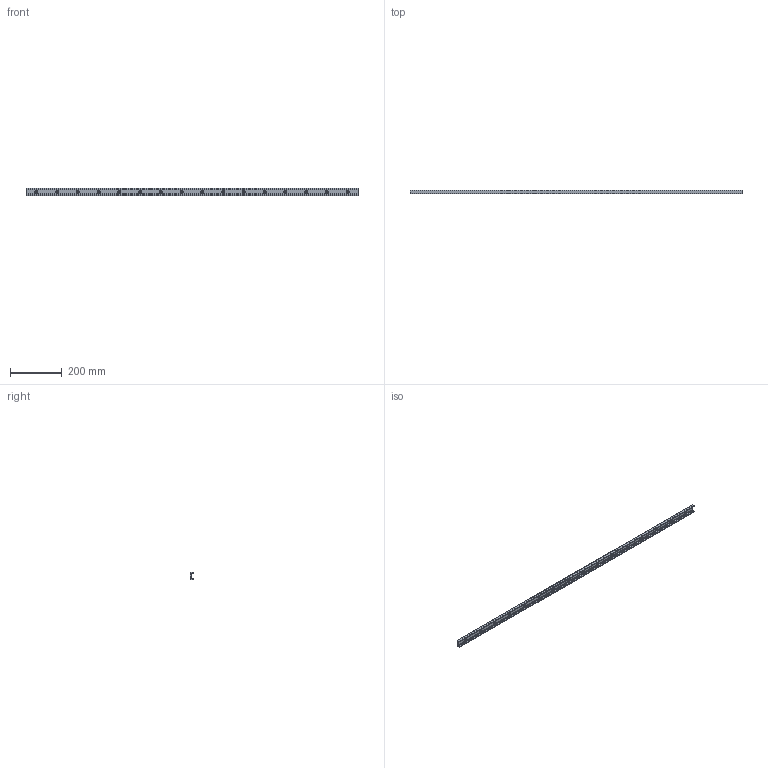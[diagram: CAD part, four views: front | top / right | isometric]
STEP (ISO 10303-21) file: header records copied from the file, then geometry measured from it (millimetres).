
FILE_DESCRIPTION((''),'2;1');
FILE_NAME('LCU 28H-1280.C.stp','2016-05-02T15:24:36',('MRathmann'),(''),'Autodesk Inventor 2012','Autodesk Inventor 2012','');
FILE_SCHEMA(('CONFIG_CONTROL_DESIGN'));
Length unit declared in the file: millimetre
Products named in the file (1): LCU 28H-1280.C
Bounding box: 1280 x 12.3 x 28 mm (x, y, z)
Volume: 192918.4 mm3; surface area: 122240.6 mm2
Topology: 1 solids, 1 shells, 70 faces, 156 edges, 104 vertices
Faces by surface type: cylinder 43, plane 27
Full cylindrical faces by diameter (mm): 6.4 x16, 11 x16
Entity records: 1916 total; most frequent: DIRECTION 352, CARTESIAN_POINT 299, ORIENTED_EDGE 248, AXIS2_PLACEMENT_3D 157, EDGE_LOOP 150, EDGE_CURVE 124, VERTEX_POINT 104, CIRCLE 86
